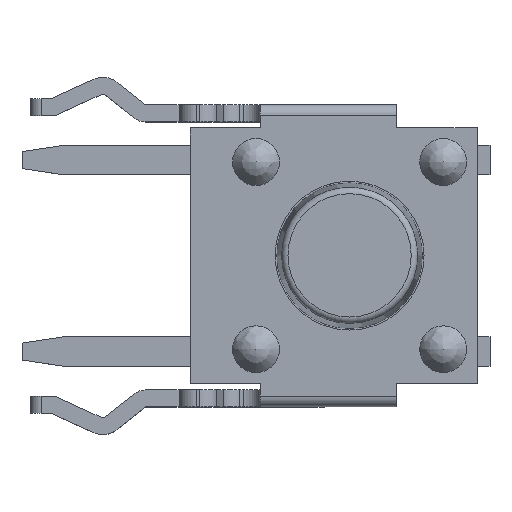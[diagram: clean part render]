
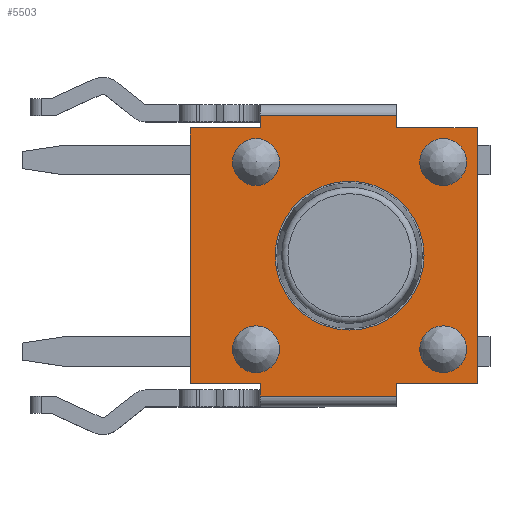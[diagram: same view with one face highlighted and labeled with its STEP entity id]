
A CAD part, top view. The second image highlights one B-rep face of the part: STEP entity #5503.
In plain terms, the highlighted planar face has unit normal (0, 0, 1).
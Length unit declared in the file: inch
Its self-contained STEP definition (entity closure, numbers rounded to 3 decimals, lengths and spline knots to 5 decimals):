
#491=LINE('',#8630,#1058);
#517=LINE('',#8702,#1084);
#523=LINE('',#8715,#1090);
#524=LINE('',#8720,#1091);
#525=LINE('',#8724,#1092);
#606=LINE('',#8940,#1173);
#607=LINE('',#8942,#1174);
#608=LINE('',#8943,#1175);
#609=LINE('',#8945,#1176);
#610=LINE('',#8947,#1177);
#611=LINE('',#8949,#1178);
#612=LINE('',#8950,#1179);
#1058=VECTOR('',#6917,0.3937);
#1084=VECTOR('',#6979,0.3937);
#1090=VECTOR('',#6989,0.3937);
#1091=VECTOR('',#6994,0.3937);
#1092=VECTOR('',#6999,0.3937);
#1173=VECTOR('',#7210,0.3937);
#1174=VECTOR('',#7211,0.3937);
#1175=VECTOR('',#7212,0.3937);
#1176=VECTOR('',#7213,0.3937);
#1177=VECTOR('',#7214,0.3937);
#1178=VECTOR('',#7215,0.3937);
#1179=VECTOR('',#7216,0.3937);
#1304=FACE_BOUND('',#1830,.T.);
#1305=FACE_BOUND('',#1831,.T.);
#1306=FACE_BOUND('',#1832,.T.);
#1307=FACE_BOUND('',#1833,.T.);
#1308=FACE_BOUND('',#1834,.T.);
#1522=FACE_OUTER_BOUND('',#1829,.T.);
#1829=EDGE_LOOP('',(#4465,#4466,#4467,#4468,#4469,#4470,#4471,#4472,#4473,
#4474,#4475,#4476));
#1830=EDGE_LOOP('',(#4477));
#1831=EDGE_LOOP('',(#4478));
#1832=EDGE_LOOP('',(#4479));
#1833=EDGE_LOOP('',(#4480));
#1834=EDGE_LOOP('',(#4481));
#2031=CIRCLE('',#5944,0.0689);
#2032=CIRCLE('',#5945,0.01476);
#2033=CIRCLE('',#5946,0.01476);
#2034=CIRCLE('',#5947,0.01476);
#2035=CIRCLE('',#5948,0.01476);
#2388=VERTEX_POINT('',#8627);
#2389=VERTEX_POINT('',#8629);
#2417=VERTEX_POINT('',#8700);
#2422=VERTEX_POINT('',#8713);
#2423=VERTEX_POINT('',#8717);
#2424=VERTEX_POINT('',#8719);
#2425=VERTEX_POINT('',#8723);
#2491=VERTEX_POINT('',#8939);
#2492=VERTEX_POINT('',#8941);
#2493=VERTEX_POINT('',#8944);
#2494=VERTEX_POINT('',#8946);
#2495=VERTEX_POINT('',#8948);
#2496=VERTEX_POINT('',#8951);
#2497=VERTEX_POINT('',#8953);
#2498=VERTEX_POINT('',#8955);
#2499=VERTEX_POINT('',#8957);
#2500=VERTEX_POINT('',#8959);
#3022=EDGE_CURVE('',#2388,#2389,#491,.T.);
#3059=EDGE_CURVE('',#2417,#2388,#517,.T.);
#3066=EDGE_CURVE('',#2422,#2417,#523,.T.);
#3068=EDGE_CURVE('',#2423,#2424,#524,.T.);
#3070=EDGE_CURVE('',#2424,#2425,#525,.T.);
#3177=EDGE_CURVE('',#2491,#2422,#606,.T.);
#3178=EDGE_CURVE('',#2492,#2491,#607,.T.);
#3179=EDGE_CURVE('',#2425,#2492,#608,.T.);
#3180=EDGE_CURVE('',#2423,#2493,#609,.T.);
#3181=EDGE_CURVE('',#2494,#2493,#610,.T.);
#3182=EDGE_CURVE('',#2495,#2494,#611,.T.);
#3183=EDGE_CURVE('',#2389,#2495,#612,.T.);
#3184=EDGE_CURVE('',#2496,#2496,#2031,.T.);
#3185=EDGE_CURVE('',#2497,#2497,#2032,.T.);
#3186=EDGE_CURVE('',#2498,#2498,#2033,.T.);
#3187=EDGE_CURVE('',#2499,#2499,#2034,.T.);
#3188=EDGE_CURVE('',#2500,#2500,#2035,.T.);
#4465=ORIENTED_EDGE('',*,*,#3059,.F.);
#4466=ORIENTED_EDGE('',*,*,#3066,.F.);
#4467=ORIENTED_EDGE('',*,*,#3177,.F.);
#4468=ORIENTED_EDGE('',*,*,#3178,.F.);
#4469=ORIENTED_EDGE('',*,*,#3179,.F.);
#4470=ORIENTED_EDGE('',*,*,#3070,.F.);
#4471=ORIENTED_EDGE('',*,*,#3068,.F.);
#4472=ORIENTED_EDGE('',*,*,#3180,.T.);
#4473=ORIENTED_EDGE('',*,*,#3181,.F.);
#4474=ORIENTED_EDGE('',*,*,#3182,.F.);
#4475=ORIENTED_EDGE('',*,*,#3183,.F.);
#4476=ORIENTED_EDGE('',*,*,#3022,.F.);
#4477=ORIENTED_EDGE('',*,*,#3184,.T.);
#4478=ORIENTED_EDGE('',*,*,#3185,.T.);
#4479=ORIENTED_EDGE('',*,*,#3186,.T.);
#4480=ORIENTED_EDGE('',*,*,#3187,.T.);
#4481=ORIENTED_EDGE('',*,*,#3188,.T.);
#4962=PLANE('',#5943);
#5503=ADVANCED_FACE('',(#1522,#1304,#1305,#1306,#1307,#1308),#4962,.T.);
#5943=AXIS2_PLACEMENT_3D('',#8938,#7208,#7209);
#5944=AXIS2_PLACEMENT_3D('',#8952,#7217,#7218);
#5945=AXIS2_PLACEMENT_3D('',#8954,#7219,#7220);
#5946=AXIS2_PLACEMENT_3D('',#8956,#7221,#7222);
#5947=AXIS2_PLACEMENT_3D('',#8958,#7223,#7224);
#5948=AXIS2_PLACEMENT_3D('',#8960,#7225,#7226);
#6917=DIRECTION('',(0.,1.,0.));
#6979=DIRECTION('',(-1.,0.,0.));
#6989=DIRECTION('',(0.,-1.,0.));
#6994=DIRECTION('',(1.,0.,0.));
#6999=DIRECTION('',(0.,-1.,0.));
#7208=DIRECTION('center_axis',(0.,0.,
1.));
#7209=DIRECTION('ref_axis',(1.,0.,0.));
#7210=DIRECTION('',(-1.,0.,0.));
#7211=DIRECTION('',(0.,-1.,0.));
#7212=DIRECTION('',(1.,0.,0.));
#7213=DIRECTION('',(0.,-1.,0.));
#7214=DIRECTION('',(1.,0.,0.));
#7215=DIRECTION('',(0.,1.,0.));
#7216=DIRECTION('',(-1.,0.,0.));
#7217=DIRECTION('center_axis',(0.,0.,
-1.));
#7218=DIRECTION('ref_axis',(-1.,0.,0.));
#7219=DIRECTION('center_axis',(0.,0.,
-1.));
#7220=DIRECTION('ref_axis',(-1.,0.,0.));
#7221=DIRECTION('center_axis',(0.,0.,
-1.));
#7222=DIRECTION('ref_axis',(-1.,0.,0.));
#7223=DIRECTION('center_axis',(0.,0.,
-1.));
#7224=DIRECTION('ref_axis',(-1.,0.,0.));
#7225=DIRECTION('center_axis',(0.,0.,
-1.));
#7226=DIRECTION('ref_axis',(-1.,0.,0.));
#8627=CARTESIAN_POINT('',(-0.08268,-0.12992,0.12953));
#8629=CARTESIAN_POINT('',(-0.08268,-0.11811,0.12953));
#8630=CARTESIAN_POINT('',(-0.08268,-0.13976,0.12953));
#8700=CARTESIAN_POINT('',(0.04331,-0.12992,0.12953));
#8702=CARTESIAN_POINT('',(0.01408,-0.12992,0.12953));
#8713=CARTESIAN_POINT('',(0.04331,-0.11811,0.12953));
#8715=CARTESIAN_POINT('',(0.04331,-0.11811,0.12953));
#8717=CARTESIAN_POINT('',(-0.08268,0.12992,0.12953));
#8719=CARTESIAN_POINT('',(0.04331,0.12992,0.12953));
#8720=CARTESIAN_POINT('',(-0.04892,0.12992,0.12953));
#8723=CARTESIAN_POINT('',(0.04331,0.11811,0.12953));
#8724=CARTESIAN_POINT('',(0.04331,0.13976,0.12953));
#8938=CARTESIAN_POINT('Origin',(-0.01515,0.,
0.12953));
#8939=CARTESIAN_POINT('',(0.11811,-0.11811,0.12953));
#8940=CARTESIAN_POINT('',(0.11811,-0.11811,0.12953));
#8941=CARTESIAN_POINT('',(0.11811,0.11811,0.12953));
#8942=CARTESIAN_POINT('',(0.11811,0.11811,0.12953));
#8943=CARTESIAN_POINT('',(0.04331,0.11811,0.12953));
#8944=CARTESIAN_POINT('',(-0.08268,0.11811,0.12953));
#8945=CARTESIAN_POINT('',(-0.08268,0.13976,0.12953));
#8946=CARTESIAN_POINT('',(-0.14764,0.11811,0.12953));
#8947=CARTESIAN_POINT('',(-0.14764,0.11811,0.12953));
#8948=CARTESIAN_POINT('',(-0.14764,-0.11811,0.12953));
#8949=CARTESIAN_POINT('',(-0.14764,-0.11811,0.12953));
#8950=CARTESIAN_POINT('',(-0.08268,-0.11811,0.12953));
#8951=CARTESIAN_POINT('',(0.0689,0.,0.12953));
#8952=CARTESIAN_POINT('Origin',(0.,0.,
0.12953));
#8953=CARTESIAN_POINT('',(-0.07185,0.08661,0.12953));
#8954=CARTESIAN_POINT('Origin',(-0.08661,0.08661,
0.12953));
#8955=CARTESIAN_POINT('',(-0.07185,-0.08661,0.12953));
#8956=CARTESIAN_POINT('Origin',(-0.08661,-0.08661,
0.12953));
#8957=CARTESIAN_POINT('',(0.10138,0.08661,0.12953));
#8958=CARTESIAN_POINT('Origin',(0.08661,0.08661,0.12953));
#8959=CARTESIAN_POINT('',(0.10138,-0.08661,0.12953));
#8960=CARTESIAN_POINT('Origin',(0.08661,-0.08661,
0.12953));
